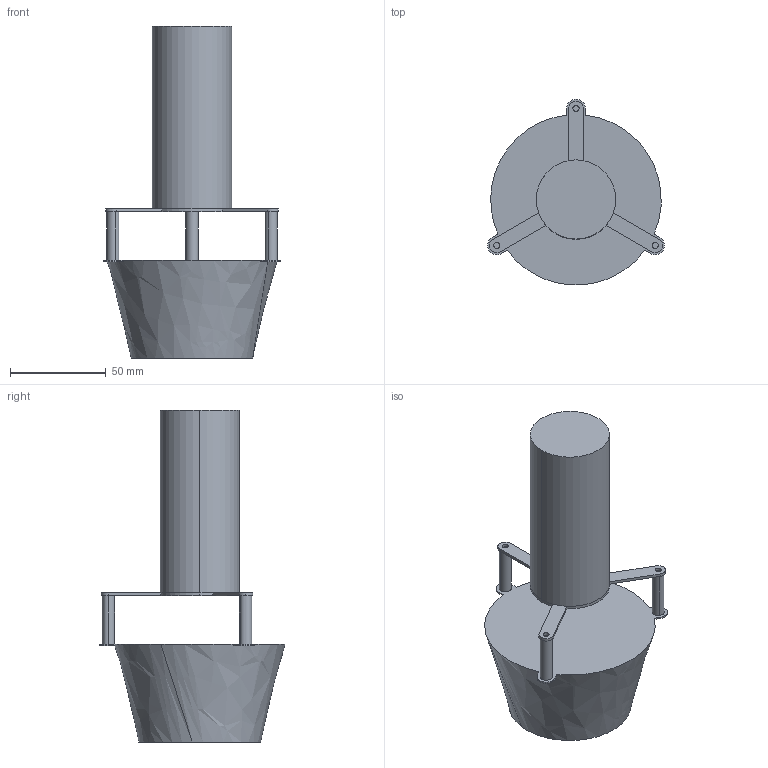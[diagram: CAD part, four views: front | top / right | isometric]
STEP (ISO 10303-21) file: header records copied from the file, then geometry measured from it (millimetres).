
FILE_DESCRIPTION (( 'STEP AP203' ), '1' );
FILE_NAME ('Assem-Model 400.STEP', '2014-09-29T14:04:52', ( 'user' ), ( 'Microsoft' ), 'SwSTEP 2.0', 'SolidWorks 2013', '' );
FILE_SCHEMA (( 'CONFIG_CONTROL_DESIGN' ));
Length unit declared in the file: inch
Products named in the file (5): Assem-Model 400; Cover; Standoff-1.00 X .25; Cylinder-Model 400; Mount-Model 400
Assembly tree (6 placements, depth 2):
  Assem-Model 400
    Cylinder-Model 400
    Mount-Model 400
    Cover
    Standoff-1.00 X .25  x3
Bounding box: 92.14 x 96.74 x 172.97 mm (x, y, z)
Volume: 362172.4 mm3; surface area: 43495.3 mm2
Topology: 6 solids, 6 shells, 55 faces, 129 edges, 86 vertices
Faces by surface type: plane 27, cylinder 26, bspline 2
Entity records: 2178 total; most frequent: CARTESIAN_POINT 429, DIRECTION 263, ORIENTED_EDGE 234, EDGE_CURVE 117, AXIS2_PLACEMENT_3D 104, VERTEX_POINT 78, LINE 55, VECTOR 55
